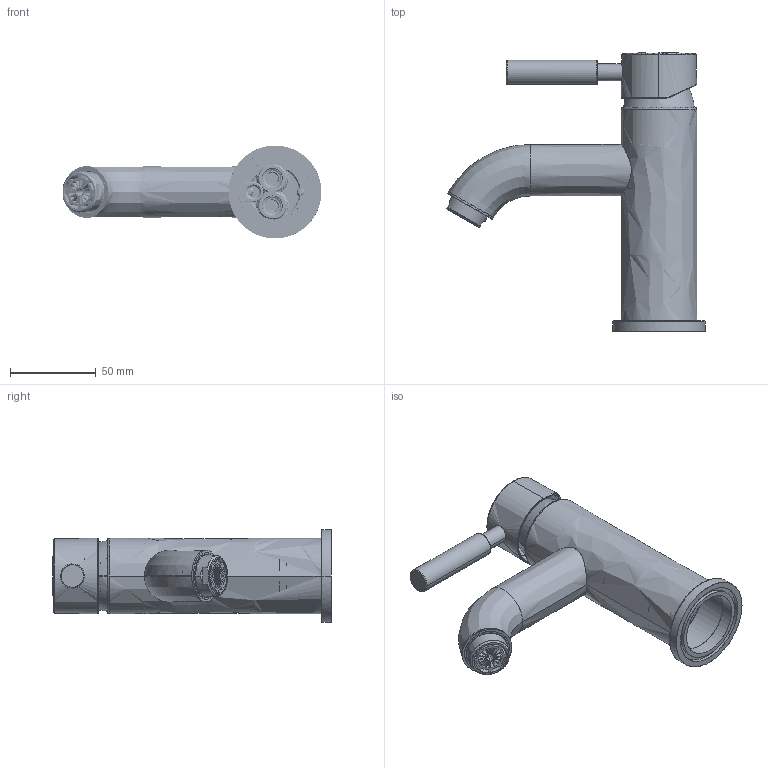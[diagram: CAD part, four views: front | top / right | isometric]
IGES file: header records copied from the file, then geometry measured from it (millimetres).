
Global section: file name: 31H191213; native system: Rhinoceros ( May 22 2017 ); preprocessor: Trout Lake IGES 012 May 22 2017; date: 191213.095417; units: millimetre
Bounding box: 150.53 x 162.1 x 54 mm (x, y, z)
Surface area: 117554.5 mm2 (no closed solid volume)
Topology: 0 solids, 0 shells, 2154 faces, 15888 edges, 15817 vertices
Faces by surface type: bspline 2154
